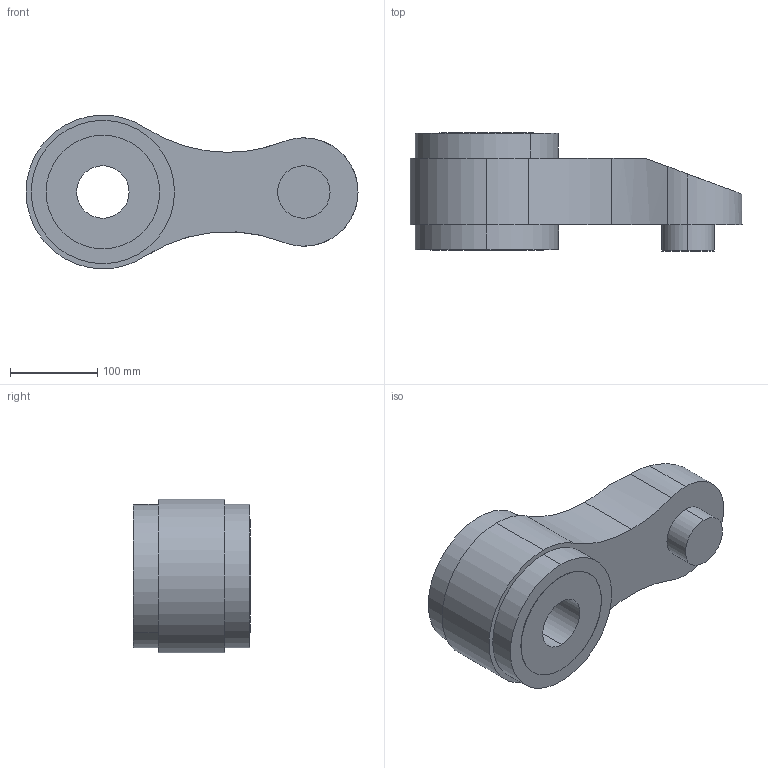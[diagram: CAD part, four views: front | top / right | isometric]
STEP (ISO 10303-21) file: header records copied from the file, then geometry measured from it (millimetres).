
FILE_DESCRIPTION (( 'STEP AP203' ), '1' );
FILE_NAME ('CanhTay2_Default_sldprt.STEP', '2022-08-02T03:04:35', ( '' ), ( '' ), 'SwSTEP 2.0', 'SolidWorks 2020', '' );
FILE_SCHEMA (( 'CONFIG_CONTROL_DESIGN' ));
Length unit declared in the file: millimetre
Products named in the file (1): CanhTay2_Default_sldprt
Bounding box: 380 x 135 x 176 mm (x, y, z)
Volume: 4177151.3 mm3; surface area: 221715.3 mm2
Topology: 2 solids, 2 shells, 33 faces, 72 edges, 48 vertices
Faces by surface type: cylinder 23, plane 10
Entity records: 1008 total; most frequent: DIRECTION 178, CARTESIAN_POINT 169, ORIENTED_EDGE 144, AXIS2_PLACEMENT_3D 77, EDGE_CURVE 72, VERTEX_POINT 48, CIRCLE 43, EDGE_LOOP 40
